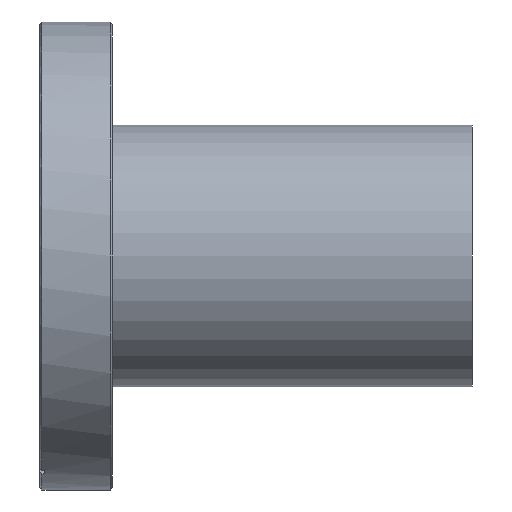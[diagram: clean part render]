
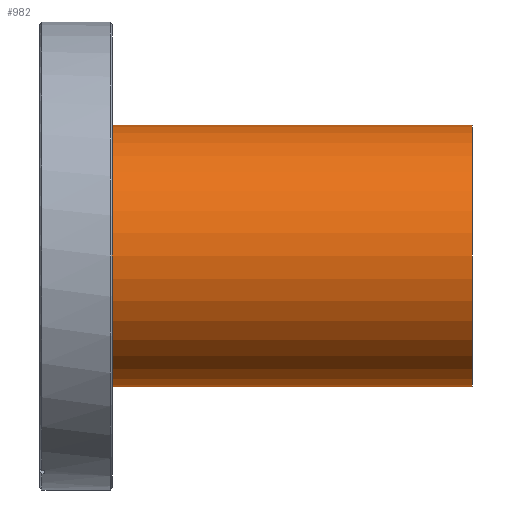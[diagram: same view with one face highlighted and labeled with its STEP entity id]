
A CAD part, left-side view. The second image highlights one B-rep face of the part: STEP entity #982.
In plain terms, the highlighted cylindrical face has radius 31.75 mm (diameter 63.5 mm), a partial arc.
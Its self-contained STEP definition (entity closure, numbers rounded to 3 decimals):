
#70 = CARTESIAN_POINT ( 'NONE',  ( 0., 95.3, -31.75 ) ) ;
#83 = ORIENTED_EDGE ( 'NONE', *, *, #857, .T. ) ;
#208 = CARTESIAN_POINT ( 'NONE',  ( 0., 95.3, -31.75 ) ) ;
#233 = VECTOR ( 'NONE', #2621, 1000. ) ;
#311 = ORIENTED_EDGE ( 'NONE', *, *, #347, .F. ) ;
#332 = LINE ( 'NONE', #70, #233 ) ;
#347 = EDGE_CURVE ( 'NONE', #2233, #2119, #2148, .T. ) ;
#492 = DIRECTION ( 'NONE',  ( 0., 1., 0. ) ) ;
#500 = VERTEX_POINT ( 'NONE', #1571 ) ;
#558 = AXIS2_PLACEMENT_3D ( 'NONE', #1915, #1932, #1904 ) ;
#570 = DIRECTION ( 'NONE',  ( 0., 0., 1. ) ) ;
#600 = CARTESIAN_POINT ( 'NONE',  ( 0., 95.3, 0. ) ) ;
#857 = EDGE_CURVE ( 'NONE', #2105, #500, #1033, .T. ) ;
#862 = AXIS2_PLACEMENT_3D ( 'NONE', #600, #492, #570 ) ;
#877 = LINE ( 'NONE', #1383, #2103 ) ;
#982 = ADVANCED_FACE ( 'NONE', ( #2157 ), #2128, .T. ) ;
#1033 = CIRCLE ( 'NONE', #2232, 31.75 ) ;
#1048 = ORIENTED_EDGE ( 'NONE', *, *, #1763, .T. ) ;
#1060 = CARTESIAN_POINT ( 'NONE',  ( 0., 95.3, 31.75 ) ) ;
#1215 = ORIENTED_EDGE ( 'NONE', *, *, #1804, .F. ) ;
#1258 = CARTESIAN_POINT ( 'NONE',  ( 0., 0., -31.75 ) ) ;
#1305 = DIRECTION ( 'NONE',  ( 0., -1., 0. ) ) ;
#1383 = CARTESIAN_POINT ( 'NONE',  ( 0., 95.3, 31.75 ) ) ;
#1571 = CARTESIAN_POINT ( 'NONE',  ( 0., 0., 31.75 ) ) ;
#1763 = EDGE_CURVE ( 'NONE', #2233, #2105, #332, .T. ) ;
#1804 = EDGE_CURVE ( 'NONE', #2119, #500, #877, .T. ) ;
#1904 = DIRECTION ( 'NONE',  ( 0., 0., -1. ) ) ;
#1915 = CARTESIAN_POINT ( 'NONE',  ( 0., 95.3, 0. ) ) ;
#1932 = DIRECTION ( 'NONE',  ( 0., -1., 0. ) ) ;
#1997 = DIRECTION ( 'NONE',  ( 0., 0., 1. ) ) ;
#2103 = VECTOR ( 'NONE', #1305, 1000. ) ;
#2105 = VERTEX_POINT ( 'NONE', #1258 ) ;
#2119 = VERTEX_POINT ( 'NONE', #1060 ) ;
#2128 = CYLINDRICAL_SURFACE ( 'NONE', #558, 31.75 ) ;
#2148 = CIRCLE ( 'NONE', #862, 31.75 ) ;
#2157 = FACE_OUTER_BOUND ( 'NONE', #2199, .T. ) ;
#2199 = EDGE_LOOP ( 'NONE', ( #1215, #311, #1048, #83 ) ) ;
#2232 = AXIS2_PLACEMENT_3D ( 'NONE', #2242, #2287, #1997 ) ;
#2233 = VERTEX_POINT ( 'NONE', #208 ) ;
#2242 = CARTESIAN_POINT ( 'NONE',  ( 0., 0., 0. ) ) ;
#2287 = DIRECTION ( 'NONE',  ( 0., 1., 0. ) ) ;
#2621 = DIRECTION ( 'NONE',  ( 0., -1., 0. ) ) ;
